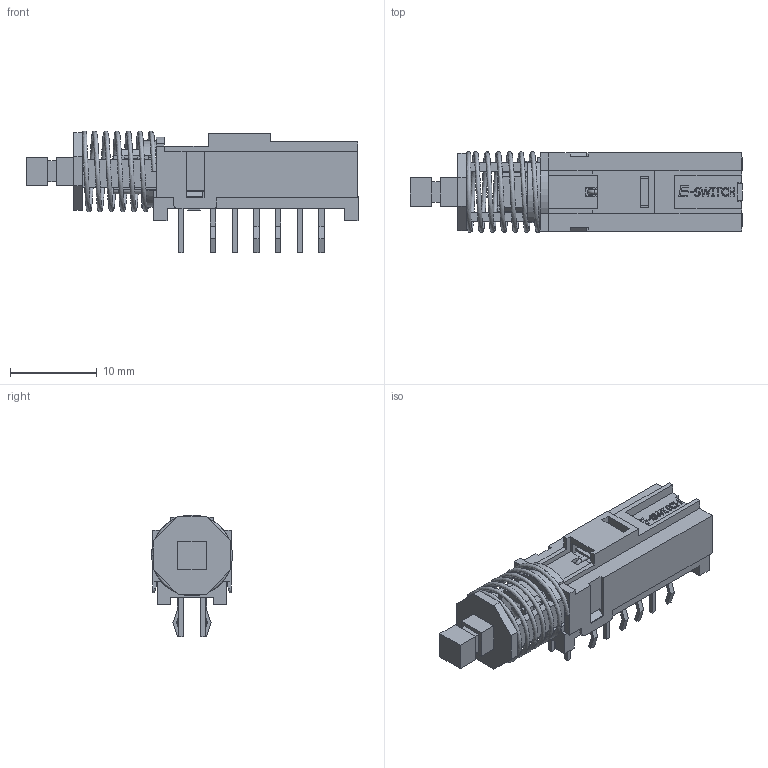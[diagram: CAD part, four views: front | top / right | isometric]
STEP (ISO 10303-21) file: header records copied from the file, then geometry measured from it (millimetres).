
FILE_DESCRIPTION((' '),'2;1');
FILE_NAME('WBL4UxxxQ.stp','2017-08-02T09:49:07',(' '),(' '),' ','ACIS',' ');
FILE_SCHEMA(('CONFIG_CONTROL_DESIGN'));
Length unit declared in the file: inch
Products named in the file (1): WBL4UxxxQ.stp
Bounding box: 38.25 x 9.3 x 14.05 mm (x, y, z)
Surface area: 3427.3 mm2 (no closed solid volume)
Topology: 0 solids, 1 shells, 588 faces, 1713 edges, 1122 vertices
Faces by surface type: plane 510, cylinder 42, bspline 33, torus 2, sphere 1
Full cylindrical faces by diameter (mm): 0.5 x2, 3.1 x1
Entity records: 20695 total; most frequent: CARTESIAN_POINT 5162, ORIENTED_EDGE 3414, DIRECTION 2822, EDGE_CURVE 1708, VECTOR 1558, LINE 1558, VERTEX_POINT 1120, EDGE_LOOP 641
